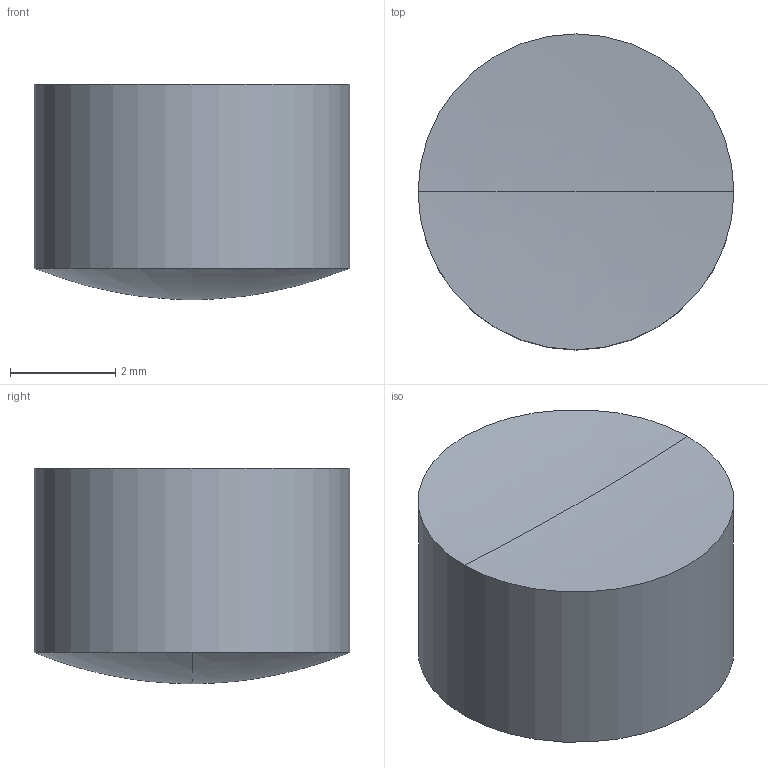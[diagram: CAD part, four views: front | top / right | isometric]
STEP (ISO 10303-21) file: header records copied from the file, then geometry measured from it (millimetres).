
FILE_DESCRIPTION(/* description */ ('STEP AP203'),/* implementation_level */ '2;1');
FILE_NAME(/* name */ 'lens_36629_ext.stp',/* time_stamp */ '2022-12-09T19:16:25+01:00',/* author */ ('Rik Ubaghs'),/* organization */ (''),/* preprocessor_version */ 'ST-DEVELOPER v18.1',/* originating_system */ 'Autodesk Inventor 2021',/* authorisation */ '');
FILE_SCHEMA (('AUTOMOTIVE_DESIGN { 1 0 10303 214 3 1 1 }'));
Length unit declared in the file: millimetre
Products named in the file (1): lens_36629_ext
Bounding box: 6 x 6 x 4.09 mm (x, y, z)
Volume: 106 mm3; surface area: 123.6 mm2
Topology: 1 solids, 1 shells, 5 faces, 13 edges, 6 vertices
Faces by surface type: bspline 4, cylinder 1
Full cylindrical faces by diameter (mm): 6 x1
Entity records: 434 total; most frequent: CARTESIAN_POINT 305, ORIENTED_EDGE 18, DIRECTION 17, EDGE_CURVE 9, AXIS2_PLACEMENT_3D 8, CIRCLE 6, VERTEX_POINT 6, FACE_OUTER_BOUND 5
